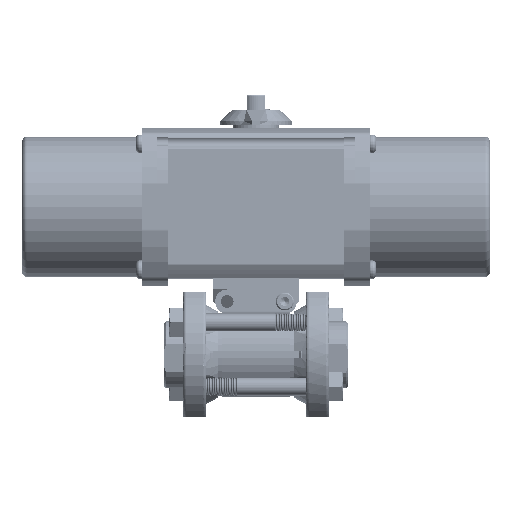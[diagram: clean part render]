
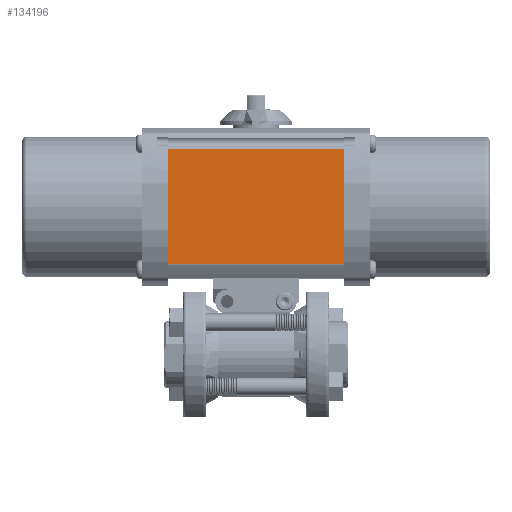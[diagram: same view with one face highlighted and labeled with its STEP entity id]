
A CAD part, top view. The second image highlights one B-rep face of the part: STEP entity #134196.
In plain terms, the highlighted planar face has unit normal (0, 0, 1).
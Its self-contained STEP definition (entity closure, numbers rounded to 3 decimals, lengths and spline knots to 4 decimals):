
#6820 = VERTEX_POINT ( 'NONE', #24822 ) ;
#9497 = VERTEX_POINT ( 'NONE', #131466 ) ;
#12560 = DIRECTION ( 'NONE',  ( 0., 1., 0. ) ) ;
#12614 = LINE ( 'NONE', #119877, #88572 ) ;
#24822 = CARTESIAN_POINT ( 'NONE',  ( 1.5275, 3.5621, 1.17 ) ) ;
#25256 = LINE ( 'NONE', #25287, #115418 ) ;
#25287 = CARTESIAN_POINT ( 'NONE',  ( -5.0403, 1.5679, 1.17 ) ) ;
#32269 = DIRECTION ( 'NONE',  ( -1., 0., 0. ) ) ;
#34156 = LINE ( 'NONE', #88427, #110029 ) ;
#52050 = ORIENTED_EDGE ( 'NONE', *, *, #128915, .F. ) ;
#56567 = ORIENTED_EDGE ( 'NONE', *, *, #145525, .T. ) ;
#80453 = EDGE_CURVE ( 'NONE', #90920, #184197, #25256, .T. ) ;
#83026 = DIRECTION ( 'NONE',  ( 0., 0., -1. ) ) ;
#88427 = CARTESIAN_POINT ( 'NONE',  ( 1.5275, 3.5694, 1.17 ) ) ;
#88572 = VECTOR ( 'NONE', #12560, 39.3701 ) ;
#90920 = VERTEX_POINT ( 'NONE', #116434 ) ;
#93380 = EDGE_CURVE ( 'NONE', #90920, #9497, #12614, .T. ) ;
#105951 = VECTOR ( 'NONE', #32269, 39.3701 ) ;
#110029 = VECTOR ( 'NONE', #134080, 39.3701 ) ;
#112777 = PLANE ( 'NONE',  #121853 ) ;
#115418 = VECTOR ( 'NONE', #161880, 39.3701 ) ;
#116434 = CARTESIAN_POINT ( 'NONE',  ( -1.5275, 1.5679, 1.17 ) ) ;
#119877 = CARTESIAN_POINT ( 'NONE',  ( -1.5275, 3.5694, 1.17 ) ) ;
#121853 = AXIS2_PLACEMENT_3D ( 'NONE', #173852, #83026, #188986 ) ;
#122505 = ORIENTED_EDGE ( 'NONE', *, *, #93380, .F. ) ;
#122771 = ORIENTED_EDGE ( 'NONE', *, *, #80453, .T. ) ;
#128915 = EDGE_CURVE ( 'NONE', #6820, #184197, #34156, .T. ) ;
#131466 = CARTESIAN_POINT ( 'NONE',  ( -1.5275, 3.5621, 1.17 ) ) ;
#134080 = DIRECTION ( 'NONE',  ( 0., -1., 0. ) ) ;
#134196 = ADVANCED_FACE ( 'NONE', ( #191840 ), #112777, .F. ) ;
#141127 = CARTESIAN_POINT ( 'NONE',  ( 1.5275, 1.5679, 1.17 ) ) ;
#145525 = EDGE_CURVE ( 'NONE', #6820, #9497, #151083, .T. ) ;
#151083 = LINE ( 'NONE', #184024, #105951 ) ;
#161880 = DIRECTION ( 'NONE',  ( 1., 0., 0. ) ) ;
#169635 = EDGE_LOOP ( 'NONE', ( #52050, #56567, #122505, #122771 ) ) ;
#173852 = CARTESIAN_POINT ( 'NONE',  ( -5.0403, 3.5694, 1.17 ) ) ;
#184024 = CARTESIAN_POINT ( 'NONE',  ( -5.0403, 3.5621, 1.17 ) ) ;
#184197 = VERTEX_POINT ( 'NONE', #141127 ) ;
#188986 = DIRECTION ( 'NONE',  ( 0., -1., 0. ) ) ;
#191840 = FACE_OUTER_BOUND ( 'NONE', #169635, .T. ) ;
